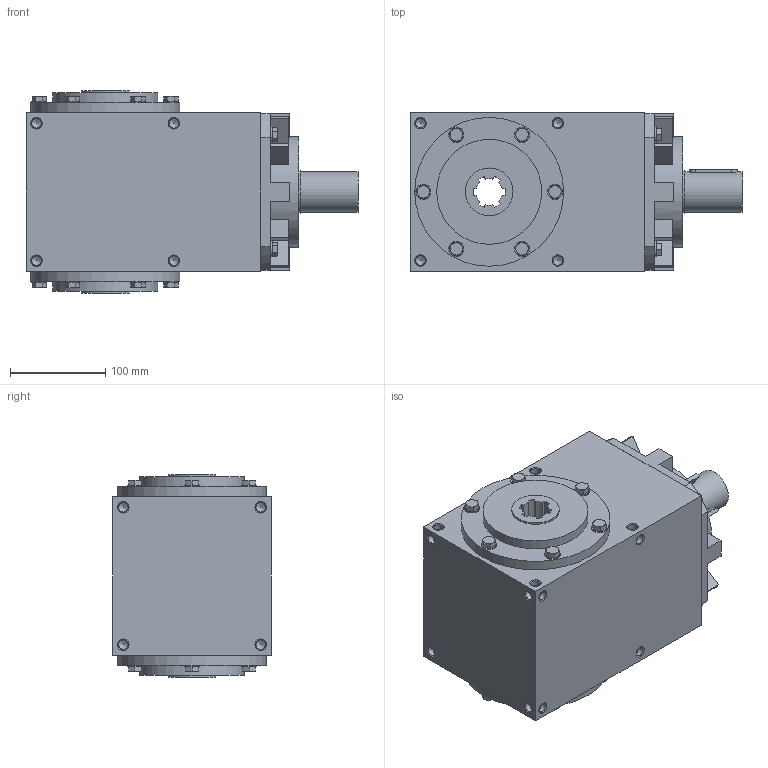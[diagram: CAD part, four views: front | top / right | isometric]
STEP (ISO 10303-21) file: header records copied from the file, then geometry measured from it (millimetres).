
FILE_DESCRIPTION(/* description */ ('STEP AP203'),/* implementation_level */ '2;1');
FILE_NAME(/* name */ 'RHB42_R.1_2',/* time_stamp */ '2023-01-10T10:32:24+01:00',/* author */ ('License CC BY-ND 4.0'),/* organization */ ('CADENAS'),/* preprocessor_version */ 'ST-DEVELOPER v18.102',/* originating_system */ 'PARTsolutions',/* authorisation */ ' ');
FILE_SCHEMA (('CONFIG_CONTROL_DESIGN'));
Length unit declared in the file: millimetre
Products named in the file (4): RHB42_R.1/2; RC_RR42-screw; RHX42-screw; RHB42-case
Assembly tree (17 placements, depth 2):
  RHB42_R.1/2
    RC_RR42-screw  x12
    RHX42-screw  x4
    RHB42-case
Bounding box: 348 x 166 x 212 mm (x, y, z)
Volume: 7873506.4 mm3; surface area: 332498.4 mm2
Topology: 17 solids, 17 shells, 523 faces, 1273 edges, 796 vertices
Faces by surface type: plane 272, cone 146, cylinder 105
Full cylindrical faces by diameter (mm): 8.376 x5, 10.106 x40, 13 x4, 16 x16, 37 x1, 42 x1, 45 x1, 50 x2, 110 x2, 116 x1, 156 x2
Entity records: 10529 total; most frequent: CARTESIAN_POINT 1522, DIRECTION 1510, ORIENTED_EDGE 1276, EDGE_CURVE 638, AXIS2_PLACEMENT_3D 581, VERTEX_POINT 479, FACE_BOUND 459, EDGE_LOOP 434
